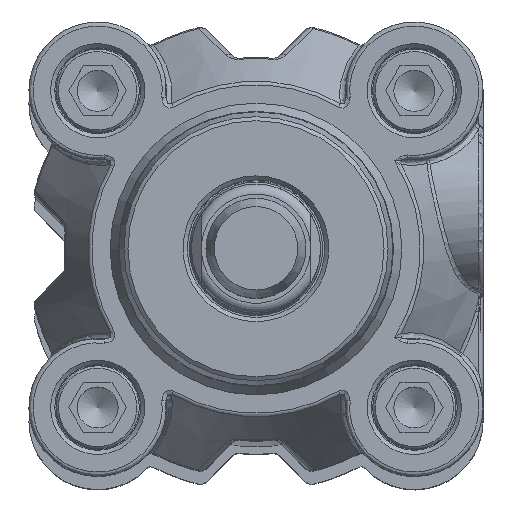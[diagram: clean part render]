
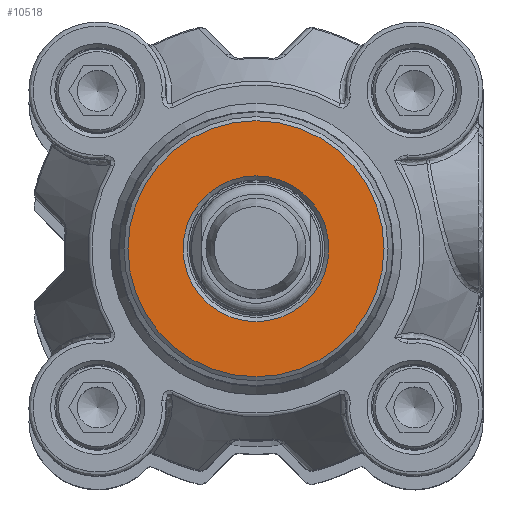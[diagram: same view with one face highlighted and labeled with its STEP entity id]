
A CAD part, top view. The second image highlights one B-rep face of the part: STEP entity #10518.
In plain terms, the highlighted planar face has unit normal (0, 0, 1).
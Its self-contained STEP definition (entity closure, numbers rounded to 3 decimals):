
#10392=CARTESIAN_POINT('',(8.75,0.,499.5));
#10393=VERTEX_POINT('',#10392);
#10394=CARTESIAN_POINT('',(0.0,0.0,499.5));
#10395=DIRECTION('',(0.0,0.0,1.0));
#10396=DIRECTION('',(-1.0,0.0,0.0));
#10397=AXIS2_PLACEMENT_3D('',#10394,#10395,#10396);
#10398=CIRCLE('',#10397,8.75);
#10399=EDGE_CURVE('',#10393,#10393,#10398,.T.);
#10499=CARTESIAN_POINT('',(7.683,0.0,499.5));
#10500=DIRECTION('',(0.0,0.0,1.0));
#10501=DIRECTION('',(1.0,0.0,0.0));
#10502=AXIS2_PLACEMENT_3D('',#10499,#10500,#10501);
#10503=PLANE('',#10502);
#10504=CARTESIAN_POINT('',(15.366,0.0,499.5));
#10505=VERTEX_POINT('',#10504);
#10506=CARTESIAN_POINT('',(0.0,0.0,499.5));
#10507=DIRECTION('',(0.0,0.0,1.0));
#10508=DIRECTION('',(1.0,0.0,0.0));
#10509=AXIS2_PLACEMENT_3D('',#10506,#10507,#10508);
#10510=CIRCLE('',#10509,15.366);
#10511=EDGE_CURVE('',#10505,#10505,#10510,.T.);
#10512=ORIENTED_EDGE('',*,*,#10511,.T.);
#10513=EDGE_LOOP('',(#10512));
#10514=FACE_OUTER_BOUND('',#10513,.T.);
#10515=ORIENTED_EDGE('',*,*,#10399,.F.);
#10516=EDGE_LOOP('',(#10515));
#10517=FACE_BOUND('',#10516,.T.);
#10518=ADVANCED_FACE('',(#10514,#10517),#10503,.T.);
